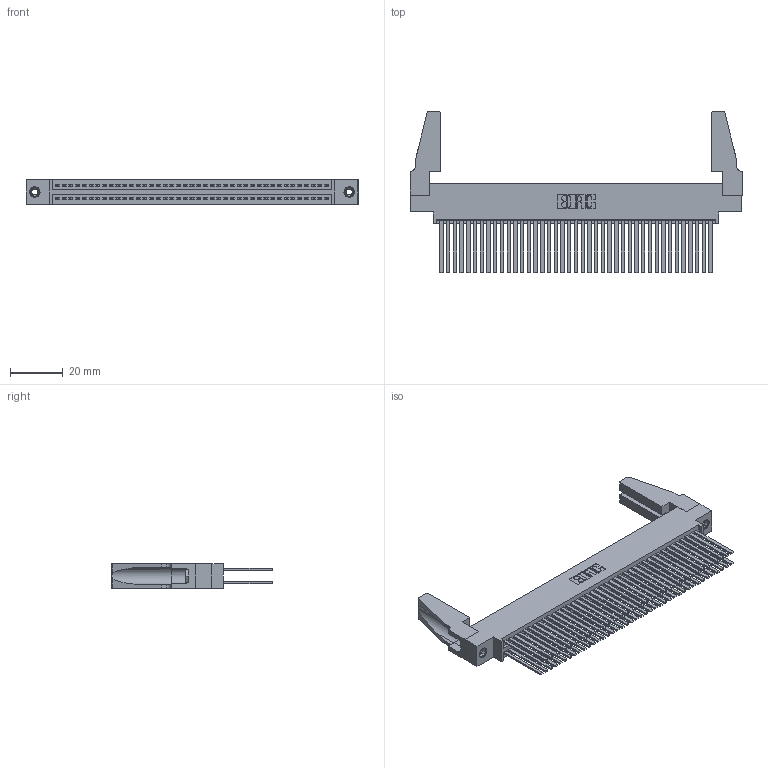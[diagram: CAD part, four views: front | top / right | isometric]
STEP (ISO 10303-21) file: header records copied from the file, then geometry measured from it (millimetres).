
FILE_DESCRIPTION (( 'STEP AP203' ), '1' );
FILE_NAME ('395-082-544-888.STEP', '2019-10-25T07:05:34', ( '' ), ( '' ), 'SwSTEP 2.0', 'SolidWorks 2016', '' );
FILE_SCHEMA (( 'CONFIG_CONTROL_DESIGN' ));
Length unit declared in the file: inch
Products named in the file (5): 345 Part_0.170 Offset - 0.156 Dia-TH; 345-292-001_345-293-144; 345-250-001_345-250-001-102; 345-220-078_345-220-088; 395-082-544-888
Assembly tree (87 placements, depth 2):
  395-082-544-888
    345 Part_0.170 Offset - 0.156 Dia-TH
    345-292-001_345-293-144  x82
    345-250-001_345-250-001-102  x2
    345-220-078_345-220-088  x2
Bounding box: 125.37 x 61.14 x 9.4 mm (x, y, z)
Volume: 16458.3 mm3; surface area: 26135.7 mm2
Topology: 87 solids, 87 shells, 3862 faces, 11409 edges, 7486 vertices
Faces by surface type: plane 2534, cylinder 1312, cone 12, torus 4
Entity records: 34400 total; most frequent: CARTESIAN_POINT 5762, ORIENTED_EDGE 5656, DIRECTION 5084, EDGE_CURVE 2828, VECTOR 2494, LINE 2494, VERTEX_POINT 1878, AXIS2_PLACEMENT_3D 1295
